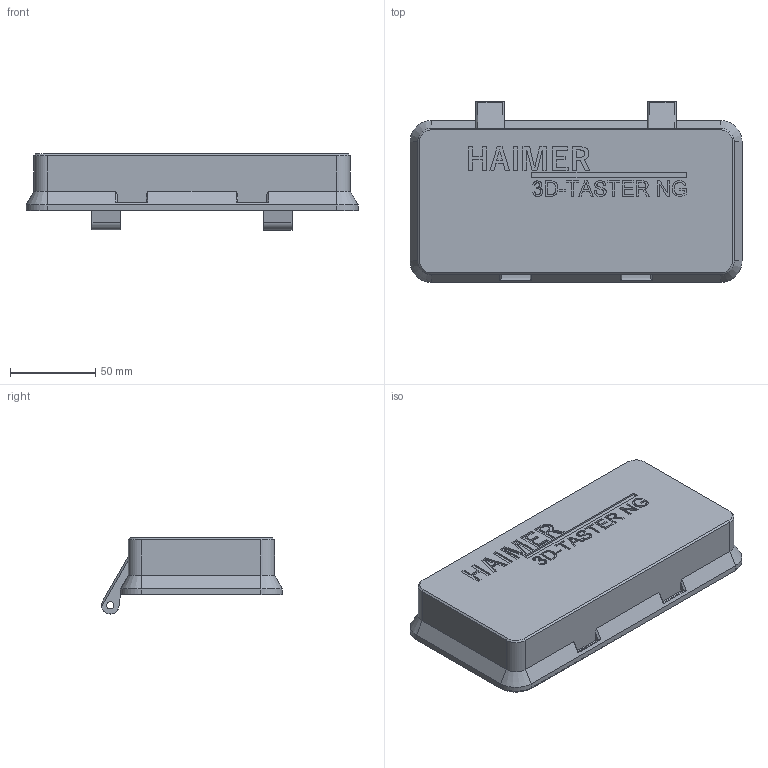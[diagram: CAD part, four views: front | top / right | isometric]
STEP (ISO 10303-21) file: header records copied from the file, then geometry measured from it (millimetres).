
FILE_DESCRIPTION (( 'STEP AP214' ), '1' );
FILE_NAME ('Haimer Case Lid.STEP', '2024-12-26T13:27:45', ( '' ), ( '' ), 'SwSTEP 2.0', 'SolidWorks 2020', '' );
FILE_SCHEMA (( 'AUTOMOTIVE_DESIGN' ));
Length unit declared in the file: millimetre
Products named in the file (1): Haimer Case Lid
Bounding box: 195.2 x 106.3 x 44.7 mm (x, y, z)
Volume: 119666.8 mm3; surface area: 70655.4 mm2
Topology: 1 solids, 1 shells, 343 faces, 912 edges, 592 vertices
Faces by surface type: plane 232, bspline 69, cylinder 30, cone 8, sphere 4
Entity records: 13856 total; most frequent: CARTESIAN_POINT 5767, ORIENTED_EDGE 1816, DIRECTION 1372, EDGE_CURVE 908, LINE 698, VECTOR 698, VERTEX_POINT 592, EDGE_LOOP 372
